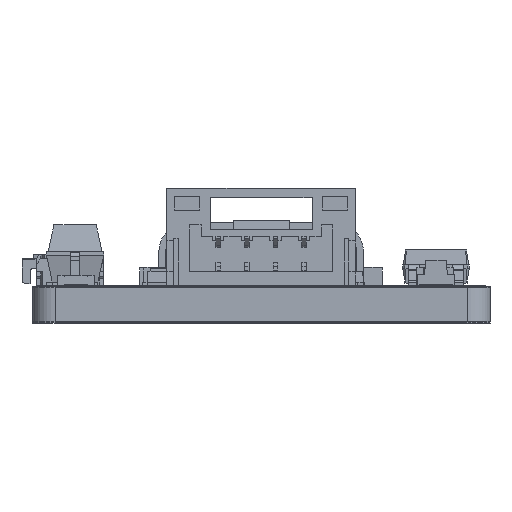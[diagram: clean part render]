
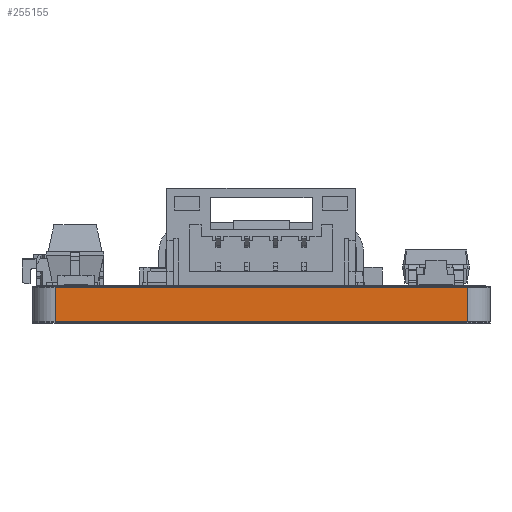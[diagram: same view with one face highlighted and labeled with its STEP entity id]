
A CAD part, left-side view. The second image highlights one B-rep face of the part: STEP entity #255155.
In plain terms, the highlighted planar face has unit normal (-1, 0, 0).
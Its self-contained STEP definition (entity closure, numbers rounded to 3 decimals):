
#254238=CARTESIAN_POINT('',(-20.,-9.,0.));
#254239=VERTEX_POINT('',#254238);
#254247=CARTESIAN_POINT('',(-20.,9.,0.));
#254248=VERTEX_POINT('',#254247);
#254249=CARTESIAN_POINT('',(-20.,-9.,0.));
#254250=DIRECTION('',(0.,1.,0.));
#254251=VECTOR('',#254250,18.);
#254252=LINE('',#254249,#254251);
#254253=EDGE_CURVE('',#254239,#254248,#254252,.T.);
#254667=CARTESIAN_POINT('',(-20.,9.,1.51));
#254668=VERTEX_POINT('',#254667);
#254676=CARTESIAN_POINT('',(-20.,-9.,1.51));
#254677=VERTEX_POINT('',#254676);
#254678=CARTESIAN_POINT('',(-20.,-9.,1.51));
#254679=DIRECTION('',(0.,1.,0.));
#254680=VECTOR('',#254679,18.);
#254681=LINE('',#254678,#254680);
#254682=EDGE_CURVE('',#254677,#254668,#254681,.T.);
#255110=CARTESIAN_POINT('',(-20.,9.,0.));
#255111=DIRECTION('',(-0.,-0.,1.));
#255112=VECTOR('',#255111,1.51);
#255113=LINE('',#255110,#255112);
#255114=EDGE_CURVE('',#254248,#254668,#255113,.T.);
#255139=CARTESIAN_POINT('',(-20.,-9.,0.));
#255140=DIRECTION('',(-1.,0.,0.));
#255141=DIRECTION('',(0.,1.,0.));
#255142=AXIS2_PLACEMENT_3D('',#255139,#255140,#255141);
#255143=PLANE('',#255142);
#255144=CARTESIAN_POINT('',(-20.,-9.,0.));
#255145=DIRECTION('',(-0.,-0.,1.));
#255146=VECTOR('',#255145,1.51);
#255147=LINE('',#255144,#255146);
#255148=EDGE_CURVE('',#254239,#254677,#255147,.T.);
#255149=ORIENTED_EDGE('',*,*,#255148,.T.);
#255150=ORIENTED_EDGE('',*,*,#254682,.T.);
#255151=ORIENTED_EDGE('',*,*,#255114,.F.);
#255152=ORIENTED_EDGE('',*,*,#254253,.F.);
#255153=EDGE_LOOP('',(#255149,#255150,#255151,#255152));
#255154=FACE_BOUND('',#255153,.T.);
#255155=ADVANCED_FACE('',(#255154),#255143,.T.);
